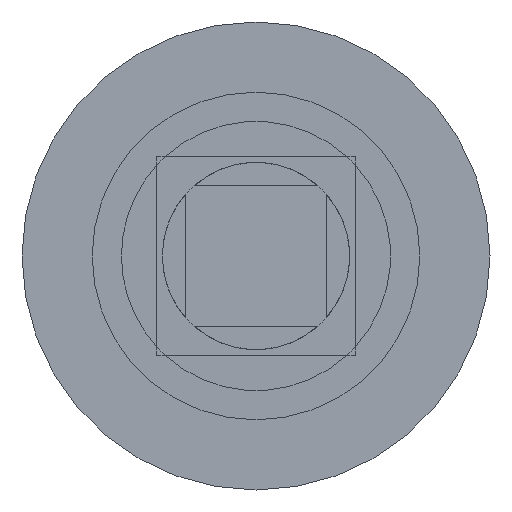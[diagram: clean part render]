
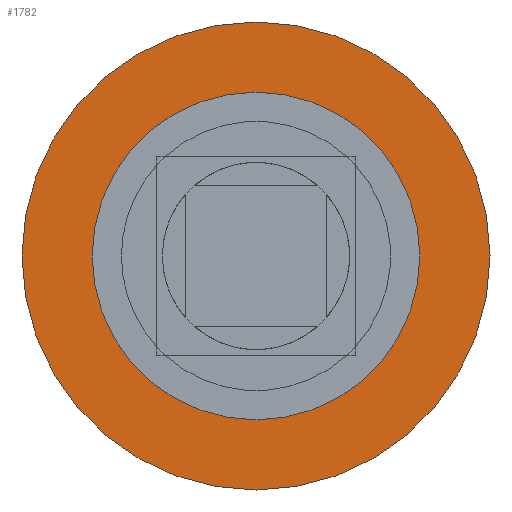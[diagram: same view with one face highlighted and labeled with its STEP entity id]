
A CAD part, left-side view. The second image highlights one B-rep face of the part: STEP entity #1782.
In plain terms, the highlighted planar face has unit normal (-1, 0, 0).
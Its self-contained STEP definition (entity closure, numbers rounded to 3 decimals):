
#1422 = PLANE('',#1423);
#1423 = AXIS2_PLACEMENT_3D('',#1424,#1425,#1426);
#1424 = CARTESIAN_POINT('',(4.,0.,0.));
#1425 = DIRECTION('',(1.,0.,0.));
#1426 = DIRECTION('',(0.,1.,0.));
#1731 = EDGE_CURVE('',#1732,#1732,#1734,.T.);
#1732 = VERTEX_POINT('',#1733);
#1733 = CARTESIAN_POINT('',(4.,-7.,0.));
#1734 = SURFACE_CURVE('',#1735,(#1740,#1751),.PCURVE_S1.);
#1735 = CIRCLE('',#1736,7.);
#1736 = AXIS2_PLACEMENT_3D('',#1737,#1738,#1739);
#1737 = CARTESIAN_POINT('',(4.,0.,0.));
#1738 = DIRECTION('',(-1.,0.,0.));
#1739 = DIRECTION('',(0.,-1.,0.));
#1740 = PCURVE('',#1422,#1741);
#1741 = DEFINITIONAL_REPRESENTATION('',(#1742),#1750);
#1742 = ( BOUNDED_CURVE() B_SPLINE_CURVE(2,(#1743,#1744,#1745,#1746,
#1747,#1748,#1749),.UNSPECIFIED.,.T.,.F.) B_SPLINE_CURVE_WITH_KNOTS((1,2
    ,2,2,2,1),(-2.094,0.,2.094,4.189,
6.283,8.378),.UNSPECIFIED.) CURVE() 
GEOMETRIC_REPRESENTATION_ITEM() RATIONAL_B_SPLINE_CURVE((1.,0.5,1.,0.5,
1.,0.5,1.)) REPRESENTATION_ITEM('') );
#1743 = CARTESIAN_POINT('',(-7.,0.));
#1744 = CARTESIAN_POINT('',(-7.,12.124));
#1745 = CARTESIAN_POINT('',(3.5,6.062));
#1746 = CARTESIAN_POINT('',(14.,0.));
#1747 = CARTESIAN_POINT('',(3.5,-6.062));
#1748 = CARTESIAN_POINT('',(-7.,-12.124));
#1749 = CARTESIAN_POINT('',(-7.,0.));
#1750 = ( GEOMETRIC_REPRESENTATION_CONTEXT(2) 
PARAMETRIC_REPRESENTATION_CONTEXT() REPRESENTATION_CONTEXT('2D SPACE',''
  ) );
#1751 = PCURVE('',#1752,#1757);
#1752 = PLANE('',#1753);
#1753 = AXIS2_PLACEMENT_3D('',#1754,#1755,#1756);
#1754 = CARTESIAN_POINT('',(4.,0.,0.));
#1755 = DIRECTION('',(1.,0.,0.));
#1756 = DIRECTION('',(0.,1.,0.));
#1757 = DEFINITIONAL_REPRESENTATION('',(#1758),#1766);
#1758 = ( BOUNDED_CURVE() B_SPLINE_CURVE(2,(#1759,#1760,#1761,#1762,
#1763,#1764,#1765),.UNSPECIFIED.,.T.,.F.) B_SPLINE_CURVE_WITH_KNOTS((1,2
    ,2,2,2,1),(-2.094,0.,2.094,4.189,
6.283,8.378),.UNSPECIFIED.) CURVE() 
GEOMETRIC_REPRESENTATION_ITEM() RATIONAL_B_SPLINE_CURVE((1.,0.5,1.,0.5,
1.,0.5,1.)) REPRESENTATION_ITEM('') );
#1759 = CARTESIAN_POINT('',(-7.,0.));
#1760 = CARTESIAN_POINT('',(-7.,12.124));
#1761 = CARTESIAN_POINT('',(3.5,6.062));
#1762 = CARTESIAN_POINT('',(14.,0.));
#1763 = CARTESIAN_POINT('',(3.5,-6.062));
#1764 = CARTESIAN_POINT('',(-7.,-12.124));
#1765 = CARTESIAN_POINT('',(-7.,0.));
#1766 = ( GEOMETRIC_REPRESENTATION_CONTEXT(2) 
PARAMETRIC_REPRESENTATION_CONTEXT() REPRESENTATION_CONTEXT('2D SPACE',''
  ) );
#1782 = ADVANCED_FACE('',(#1783,#1814),#1752,.F.);
#1783 = FACE_BOUND('',#1784,.T.);
#1784 = EDGE_LOOP('',(#1785));
#1785 = ORIENTED_EDGE('',*,*,#1786,.F.);
#1786 = EDGE_CURVE('',#1787,#1787,#1789,.T.);
#1787 = VERTEX_POINT('',#1788);
#1788 = CARTESIAN_POINT('',(4.,10.,0.));
#1789 = SURFACE_CURVE('',#1790,(#1795,#1802),.PCURVE_S1.);
#1790 = CIRCLE('',#1791,10.);
#1791 = AXIS2_PLACEMENT_3D('',#1792,#1793,#1794);
#1792 = CARTESIAN_POINT('',(4.,0.,0.));
#1793 = DIRECTION('',(1.,0.,0.));
#1794 = DIRECTION('',(0.,1.,0.));
#1795 = PCURVE('',#1752,#1796);
#1796 = DEFINITIONAL_REPRESENTATION('',(#1797),#1801);
#1797 = CIRCLE('',#1798,10.);
#1798 = AXIS2_PLACEMENT_2D('',#1799,#1800);
#1799 = CARTESIAN_POINT('',(0.,0.));
#1800 = DIRECTION('',(1.,0.));
#1801 = ( GEOMETRIC_REPRESENTATION_CONTEXT(2) 
PARAMETRIC_REPRESENTATION_CONTEXT() REPRESENTATION_CONTEXT('2D SPACE',''
  ) );
#1802 = PCURVE('',#1803,#1808);
#1803 = CYLINDRICAL_SURFACE('',#1804,10.);
#1804 = AXIS2_PLACEMENT_3D('',#1805,#1806,#1807);
#1805 = CARTESIAN_POINT('',(4.,0.,0.));
#1806 = DIRECTION('',(1.,0.,0.));
#1807 = DIRECTION('',(0.,1.,0.));
#1808 = DEFINITIONAL_REPRESENTATION('',(#1809),#1813);
#1809 = LINE('',#1810,#1811);
#1810 = CARTESIAN_POINT('',(0.,0.));
#1811 = VECTOR('',#1812,1.);
#1812 = DIRECTION('',(1.,0.));
#1813 = ( GEOMETRIC_REPRESENTATION_CONTEXT(2) 
PARAMETRIC_REPRESENTATION_CONTEXT() REPRESENTATION_CONTEXT('2D SPACE',''
  ) );
#1814 = FACE_BOUND('',#1815,.T.);
#1815 = EDGE_LOOP('',(#1816));
#1816 = ORIENTED_EDGE('',*,*,#1731,.F.);
